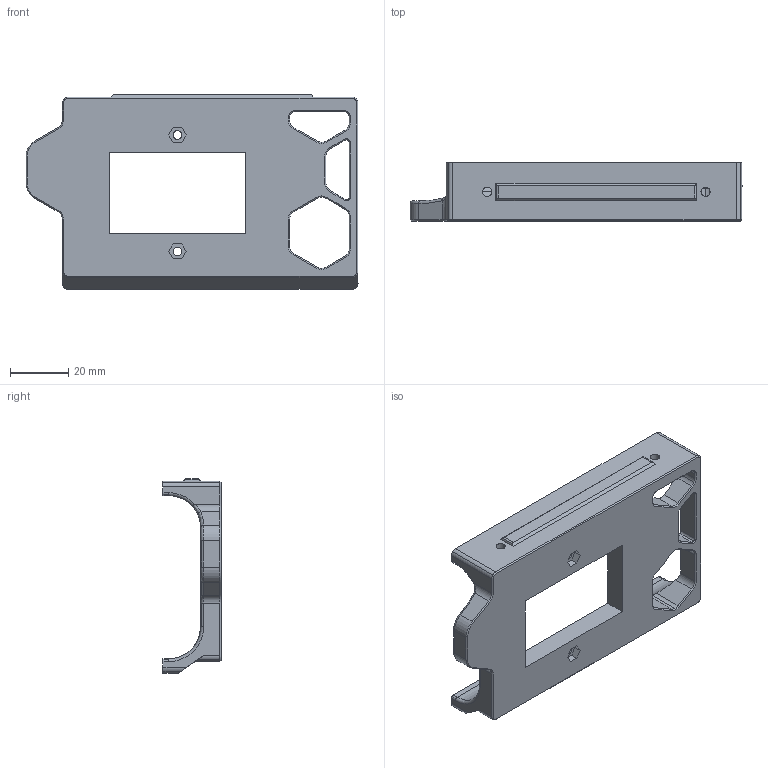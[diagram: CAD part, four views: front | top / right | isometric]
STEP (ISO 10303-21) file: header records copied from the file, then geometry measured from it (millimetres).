
FILE_DESCRIPTION (( 'STEP AP214' ), '1' );
FILE_NAME ('CW2B.STEP', '2024-05-28T05:46:54', ( '' ), ( '' ), 'SwSTEP 2.0', 'SolidWorks 2023', '' );
FILE_SCHEMA (( 'AUTOMOTIVE_DESIGN' ));
Length unit declared in the file: millimetre
Products named in the file (1): CW2B
Bounding box: 114 x 20 x 66.8 mm (x, y, z)
Volume: 44167.9 mm3; surface area: 20522.7 mm2
Topology: 1 solids, 1 shells, 260 faces, 695 edges, 438 vertices
Faces by surface type: cylinder 111, plane 105, cone 33, torus 7, bspline 4
Entity records: 8780 total; most frequent: CARTESIAN_POINT 2357, ORIENTED_EDGE 1386, DIRECTION 1308, EDGE_CURVE 693, AXIS2_PLACEMENT_3D 460, VERTEX_POINT 438, LINE 388, VECTOR 388
